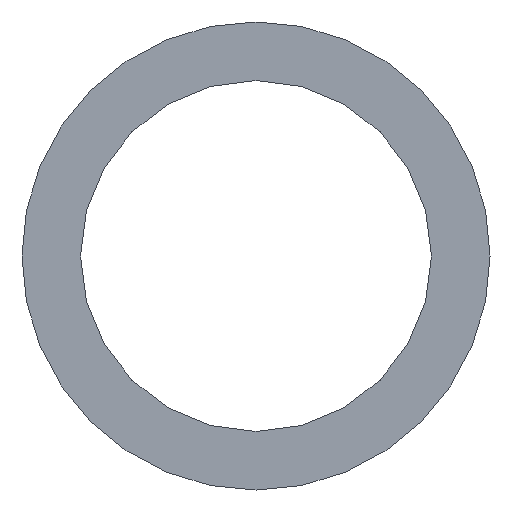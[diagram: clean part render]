
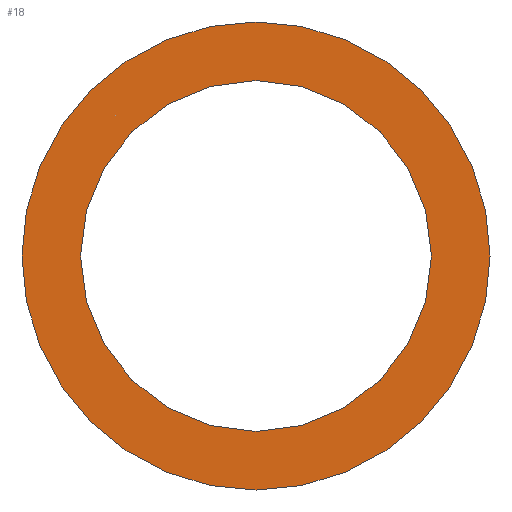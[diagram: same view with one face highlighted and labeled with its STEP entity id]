
A CAD part, front view. The second image highlights one B-rep face of the part: STEP entity #18.
In plain terms, the highlighted planar face has unit normal (0, -1, 0).
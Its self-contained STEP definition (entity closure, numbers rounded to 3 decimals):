
#7 = ORIENTED_EDGE ( 'NONE', *, *, #236, .T. ) ;
#10 = FACE_BOUND ( 'NONE', #100, .T. ) ;
#11 = EDGE_CURVE ( 'NONE', #48, #86, #167, .T. ) ;
#18 = ADVANCED_FACE ( 'NONE', ( #10, #85 ), #152, .T. ) ;
#21 = CIRCLE ( 'NONE', #89, 6. ) ;
#23 = AXIS2_PLACEMENT_3D ( 'NONE', #44, #67, #193 ) ;
#27 = CARTESIAN_POINT ( 'NONE',  ( 0., -1500., 0. ) ) ;
#36 = EDGE_CURVE ( 'NONE', #86, #48, #215, .T. ) ;
#42 = CARTESIAN_POINT ( 'NONE',  ( 0., -1500., 0. ) ) ;
#44 = CARTESIAN_POINT ( 'NONE',  ( 0., -1500., 0. ) ) ;
#48 = VERTEX_POINT ( 'NONE', #177 ) ;
#49 = CARTESIAN_POINT ( 'NONE',  ( 0., -1500., 6. ) ) ;
#64 = AXIS2_PLACEMENT_3D ( 'NONE', #27, #173, #149 ) ;
#67 = DIRECTION ( 'NONE',  ( 0., 1., 0. ) ) ;
#68 = VERTEX_POINT ( 'NONE', #49 ) ;
#85 = FACE_OUTER_BOUND ( 'NONE', #232, .T. ) ;
#86 = VERTEX_POINT ( 'NONE', #129 ) ;
#89 = AXIS2_PLACEMENT_3D ( 'NONE', #42, #213, #191 ) ;
#96 = AXIS2_PLACEMENT_3D ( 'NONE', #106, #157, #126 ) ;
#97 = ORIENTED_EDGE ( 'NONE', *, *, #11, .T. ) ;
#100 = EDGE_LOOP ( 'NONE', ( #97, #102 ) ) ;
#102 = ORIENTED_EDGE ( 'NONE', *, *, #36, .T. ) ;
#106 = CARTESIAN_POINT ( 'NONE',  ( 0., -1500., 0. ) ) ;
#126 = DIRECTION ( 'NONE',  ( 1., 0., 0. ) ) ;
#129 = CARTESIAN_POINT ( 'NONE',  ( 0., -1500., 4.5 ) ) ;
#140 = DIRECTION ( 'NONE',  ( 0., 0., -1. ) ) ;
#149 = DIRECTION ( 'NONE',  ( 0., 0., -1. ) ) ;
#152 = PLANE ( 'NONE',  #154 ) ;
#154 = AXIS2_PLACEMENT_3D ( 'NONE', #200, #240, #140 ) ;
#157 = DIRECTION ( 'NONE',  ( 0., 1., 0. ) ) ;
#167 = CIRCLE ( 'NONE', #23, 4.5 ) ;
#169 = VERTEX_POINT ( 'NONE', #228 ) ;
#173 = DIRECTION ( 'NONE',  ( 0., -1., 0. ) ) ;
#177 = CARTESIAN_POINT ( 'NONE',  ( 0., -1500., -4.5 ) ) ;
#191 = DIRECTION ( 'NONE',  ( 0., 0., -1. ) ) ;
#193 = DIRECTION ( 'NONE',  ( 1., 0., 0. ) ) ;
#200 = CARTESIAN_POINT ( 'NONE',  ( 0., -1500., 0. ) ) ;
#213 = DIRECTION ( 'NONE',  ( 0., -1., 0. ) ) ;
#215 = CIRCLE ( 'NONE', #96, 4.5 ) ;
#217 = ORIENTED_EDGE ( 'NONE', *, *, #243, .T. ) ;
#228 = CARTESIAN_POINT ( 'NONE',  ( 0., -1500., -6. ) ) ;
#232 = EDGE_LOOP ( 'NONE', ( #7, #217 ) ) ;
#233 = CIRCLE ( 'NONE', #64, 6. ) ;
#236 = EDGE_CURVE ( 'NONE', #169, #68, #21, .T. ) ;
#240 = DIRECTION ( 'NONE',  ( 0., -1., 0. ) ) ;
#243 = EDGE_CURVE ( 'NONE', #68, #169, #233, .T. ) ;
